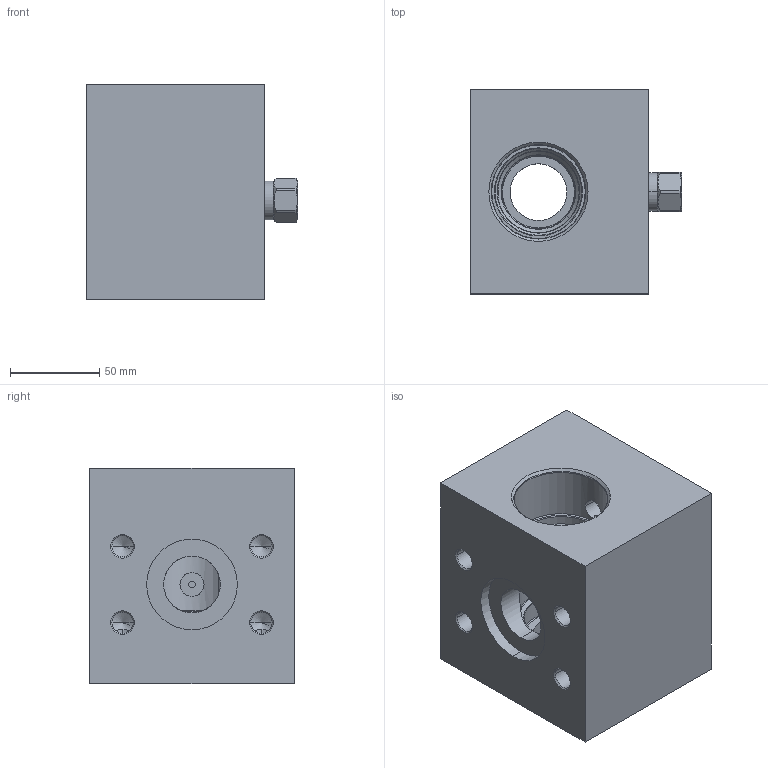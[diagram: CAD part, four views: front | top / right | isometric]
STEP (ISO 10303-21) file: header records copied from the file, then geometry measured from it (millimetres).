
FILE_DESCRIPTION((''),'2;1');
FILE_NAME('KGS_ASM','2020-10-09T',('ProEService'),(''),'PRO/ENGINEER BY PARAMETRIC TECHNOLOGY CORPORATION, 2014200','PRO/ENGINEER BY PARAMETRIC TECHNOLOGY CORPORATION, 2014200','');
FILE_SCHEMA(('CONFIG_CONTROL_DESIGN'));
Length unit declared in the file: inch
Products named in the file (3): 151-063; CSAAEXN; KGS_ASM
Assembly tree (2 placements, depth 2):
  KGS_ASM
    151-063
    CSAAEXN
Bounding box: 118.29 x 114.3 x 120.65 mm (x, y, z)
Volume: 1124234.6 mm3; surface area: 110458.2 mm2
Topology: 3 solids, 5 shells, 308 faces, 969 edges, 784 vertices
Faces by surface type: cylinder 126, cone 102, plane 43, torus 31, revolution 6
Entity records: 11734 total; most frequent: CARTESIAN_POINT 3185, DIRECTION 1894, ORIENTED_EDGE 1426, EDGE_CURVE 713, AXIS2_PLACEMENT_3D 700, VECTOR 488, LINE 488, VERTEX_POINT 436
